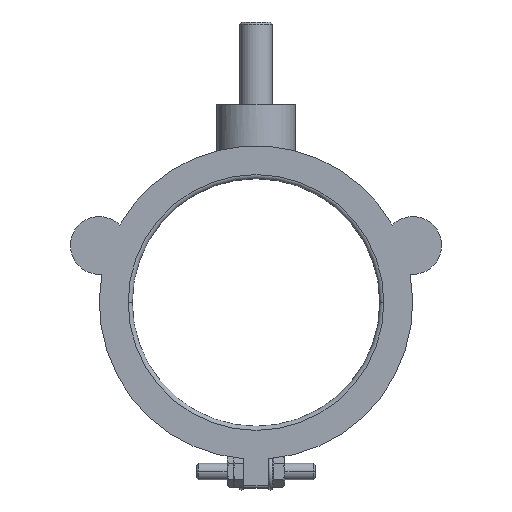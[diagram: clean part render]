
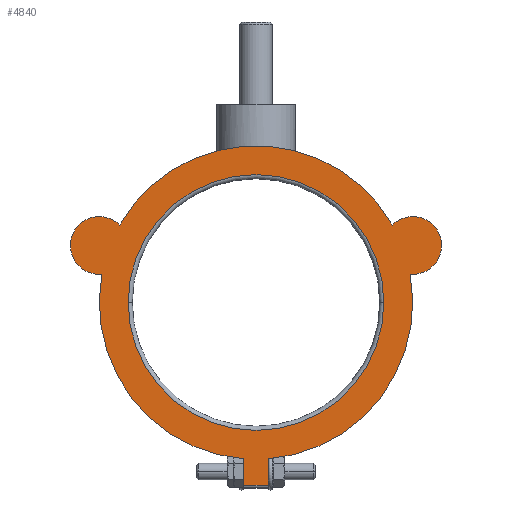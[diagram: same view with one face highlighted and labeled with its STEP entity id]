
A CAD part, front view. The second image highlights one B-rep face of the part: STEP entity #4840.
In plain terms, the highlighted planar face has unit normal (0, -1, 0).
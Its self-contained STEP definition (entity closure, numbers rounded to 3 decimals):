
#1191=CARTESIAN_POINT('',(0.,-50.,-96.));
#1192=DIRECTION('',(0.,1.,0.));
#1193=DIRECTION('',(-1.,0.,0.));
#1194=AXIS2_PLACEMENT_3D('',#1191,#1192,#1193);
#1196=CARTESIAN_POINT('',(0.,-50.,-96.));
#1197=DIRECTION('',(0.,1.,0.));
#1198=DIRECTION('',(1.,0.,0.));
#1199=AXIS2_PLACEMENT_3D('',#1196,#1197,#1198);
#1201=DIRECTION('',(-1.,0.,0.));
#1202=VECTOR('',#1201,12.);
#1203=CARTESIAN_POINT('',(6.,-50.,-184.5));
#1204=LINE('',#1203,#1202);
#1205=CARTESIAN_POINT('',(-76.,-50.,-68.338));
#1206=DIRECTION('',(0.,1.,0.));
#1207=DIRECTION('',(0.089,0.,-0.996));
#1208=AXIS2_PLACEMENT_3D('',#1205,#1206,#1207);
#1210=CARTESIAN_POINT('',(76.,-50.,-68.338));
#1211=DIRECTION('',(0.,1.,0.));
#1212=DIRECTION('',(-0.709,0.,0.706));
#1213=AXIS2_PLACEMENT_3D('',#1210,#1211,#1212);
#1272=DIRECTION('',(0.,0.,-1.));
#1273=VECTOR('',#1272,12.737);
#1274=CARTESIAN_POINT('',(-6.,-50.,-171.763));
#1275=LINE('',#1274,#1273);
#1679=DIRECTION('',(0.,0.,-1.));
#1680=VECTOR('',#1679,12.737);
#1681=CARTESIAN_POINT('',(6.,-50.,-171.763));
#1682=LINE('',#1681,#1680);
#2110=CARTESIAN_POINT('',(0.,-50.,-96.));
#2111=DIRECTION('',(0.,-1.,0.));
#2112=DIRECTION('',(0.869,0.,0.494));
#2113=AXIS2_PLACEMENT_3D('',#2110,#2111,#2112);
#2141=CARTESIAN_POINT('',(0.,-50.,-96.));
#2142=DIRECTION('',(0.,-1.,0.));
#2143=DIRECTION('',(-0.984,0.,0.18));
#2144=AXIS2_PLACEMENT_3D('',#2141,#2142,#2143);
#2150=CARTESIAN_POINT('',(0.,-50.,-96.));
#2151=DIRECTION('',(0.,-1.,0.));
#2152=DIRECTION('',(0.079,0.,-0.997));
#2153=AXIS2_PLACEMENT_3D('',#2150,#2151,#2152);
#3717=CARTESIAN_POINT('',(66.081,-50.,-58.459));
#3718=CARTESIAN_POINT('',(-66.081,-50.,-58.459));
#3719=VERTEX_POINT('',#3717);
#3720=VERTEX_POINT('',#3718);
#3761=CARTESIAN_POINT('',(74.752,-50.,-82.283));
#3762=VERTEX_POINT('',#3761);
#3763=CARTESIAN_POINT('',(-74.752,-50.,-82.283));
#3764=VERTEX_POINT('',#3763);
#3785=CARTESIAN_POINT('',(-6.,-50.,-171.763));
#3786=VERTEX_POINT('',#3785);
#3787=CARTESIAN_POINT('',(6.,-50.,-171.763));
#3788=VERTEX_POINT('',#3787);
#3797=CARTESIAN_POINT('',(-62.,-50.,-96.));
#3798=CARTESIAN_POINT('',(62.,-50.,-96.));
#3799=VERTEX_POINT('',#3797);
#3800=VERTEX_POINT('',#3798);
#3956=CARTESIAN_POINT('',(-6.,-50.,-184.5));
#3958=VERTEX_POINT('',#3956);
#3959=CARTESIAN_POINT('',(6.,-50.,-184.5));
#3960=VERTEX_POINT('',#3959);
#4813=CARTESIAN_POINT('',(0.,-50.,-25.));
#4814=DIRECTION('',(0.,1.,0.));
#4815=DIRECTION('',(1.,0.,0.));
#4816=AXIS2_PLACEMENT_3D('',#4813,#4814,#4815);
#4817=PLANE('',#4816);
#4819=ORIENTED_EDGE('',*,*,#4818,.T.);
#4821=ORIENTED_EDGE('',*,*,#4820,.F.);
#4823=ORIENTED_EDGE('',*,*,#4822,.F.);
#4824=ORIENTED_EDGE('',*,*,#4706,.T.);
#4826=ORIENTED_EDGE('',*,*,#4825,.F.);
#4828=ORIENTED_EDGE('',*,*,#4827,.T.);
#4830=ORIENTED_EDGE('',*,*,#4829,.F.);
#4832=ORIENTED_EDGE('',*,*,#4831,.T.);
#4833=EDGE_LOOP('',(#4819,#4821,#4823,#4824,#4826,#4828,#4830,#4832));
#4834=FACE_OUTER_BOUND('',#4833,.F.);
#4835=ORIENTED_EDGE('',*,*,#4803,.F.);
#4837=ORIENTED_EDGE('',*,*,#4836,.F.);
#4838=EDGE_LOOP('',(#4835,#4837));
#4839=FACE_BOUND('',#4838,.F.);
#4840=ADVANCED_FACE('',(#4834,#4839),#4817,.F.);
#1195=CIRCLE('',#1194,62.);
#1200=CIRCLE('',#1199,62.);
#1209=CIRCLE('',#1208,14.);
#1214=CIRCLE('',#1213,14.);
#2114=CIRCLE('',#2113,76.);
#2145=CIRCLE('',#2144,76.);
#2154=CIRCLE('',#2153,76.);
#4706=EDGE_CURVE('',#3764,#3720,#1209,.T.);
#4803=EDGE_CURVE('',#3799,#3800,#1195,.T.);
#4818=EDGE_CURVE('',#3960,#3958,#1204,.T.);
#4820=EDGE_CURVE('',#3786,#3958,#1275,.T.);
#4822=EDGE_CURVE('',#3764,#3786,#2145,.T.);
#4825=EDGE_CURVE('',#3719,#3720,#2114,.T.);
#4827=EDGE_CURVE('',#3719,#3762,#1214,.T.);
#4829=EDGE_CURVE('',#3788,#3762,#2154,.T.);
#4831=EDGE_CURVE('',#3788,#3960,#1682,.T.);
#4836=EDGE_CURVE('',#3800,#3799,#1200,.T.);
